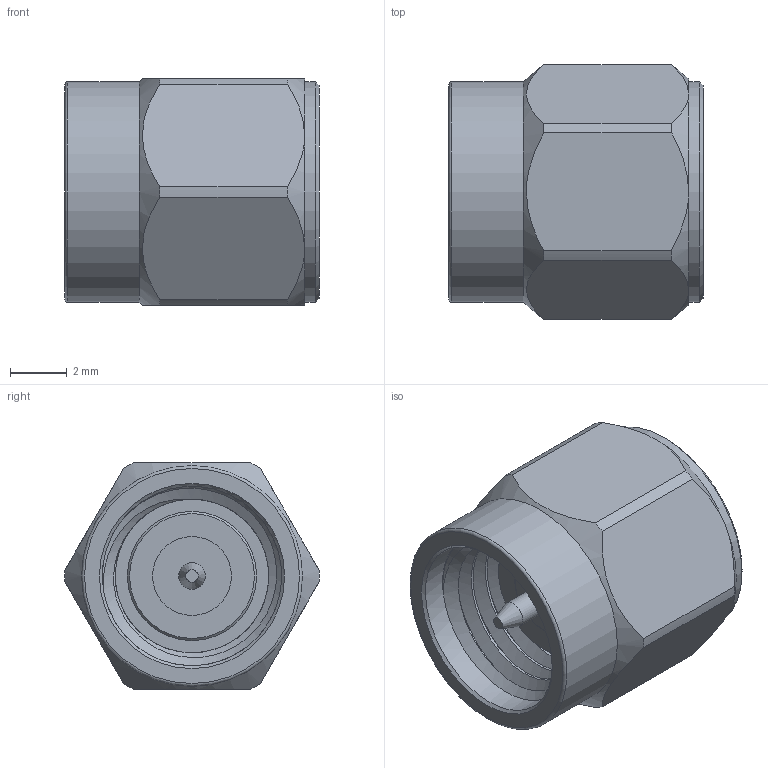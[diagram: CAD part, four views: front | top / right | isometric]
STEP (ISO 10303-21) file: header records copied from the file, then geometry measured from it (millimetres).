
FILE_DESCRIPTION (( 'STEP AP203' ), '1' );
FILE_NAME ('PE45481_3D.step', '2021-03-30T14:54:13', ( '' ), ( '' ), 'SwSTEP 2.0', 'SolidWorks 2020', '' );
FILE_SCHEMA (( 'CONFIG_CONTROL_DESIGN' ));
Length unit declared in the file: inch
Products named in the file (1): PE45481_3D
Bounding box: 8.99 x 9.02 x 8 mm (x, y, z)
Volume: 355.3 mm3; surface area: 523.4 mm2
Topology: 1 solids, 1 shells, 51 faces, 111 edges, 70 vertices
Faces by surface type: cylinder 17, plane 16, cone 14, bspline 3, torus 1
Full cylindrical faces by diameter (mm): 0.94 x1, 2.286 x1, 2.794 x1, 3.048 x1, 4.572 x2, 6.35 x1, 6.623 x1, 7.812 x2
Entity records: 2368 total; most frequent: CARTESIAN_POINT 1334, DIRECTION 200, ORIENTED_EDGE 170, AXIS2_PLACEMENT_3D 94, EDGE_CURVE 85, EDGE_LOOP 75, VERTEX_POINT 62, FACE_OUTER_BOUND 61
